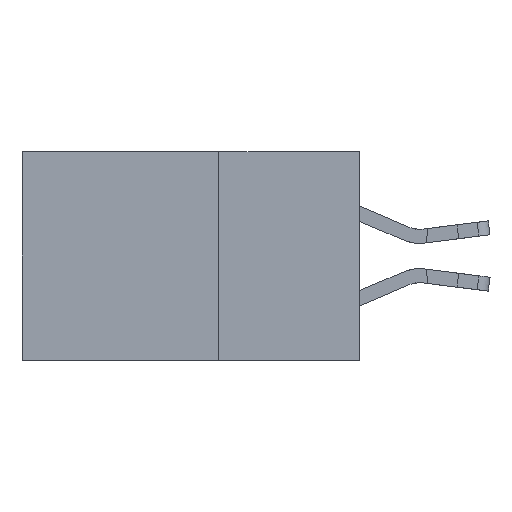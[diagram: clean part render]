
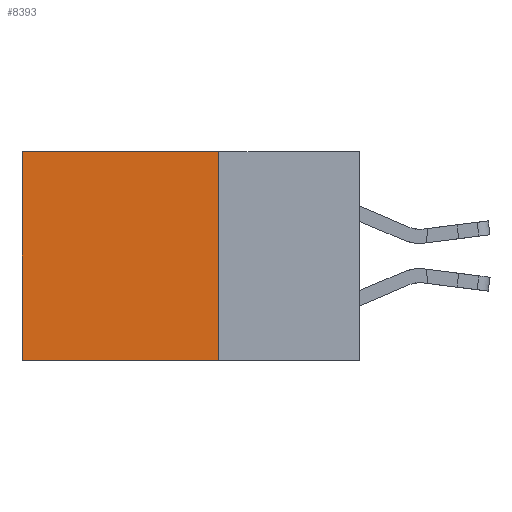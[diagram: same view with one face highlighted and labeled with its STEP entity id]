
A CAD part, left-side view. The second image highlights one B-rep face of the part: STEP entity #8393.
In plain terms, the highlighted planar face has unit normal (-1, 0, 0).
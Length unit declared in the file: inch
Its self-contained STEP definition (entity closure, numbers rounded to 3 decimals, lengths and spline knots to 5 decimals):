
#427 = AXIS2_PLACEMENT_3D ( 'NONE', #1406, #4822, #16362 ) ;
#1406 = CARTESIAN_POINT ( 'NONE',  ( 0.2875, 0.25, 0. ) ) ;
#1520 = EDGE_CURVE ( 'NONE', #16099, #3095, #9456, .T. ) ;
#1685 = CARTESIAN_POINT ( 'NONE',  ( 0.2875, 0.6, 0. ) ) ;
#2110 = VERTEX_POINT ( 'NONE', #15585 ) ;
#2300 = VECTOR ( 'NONE', #14992, 39.37008 ) ;
#2502 = EDGE_LOOP ( 'NONE', ( #12213, #11362, #7949, #5292 ) ) ;
#3095 = VERTEX_POINT ( 'NONE', #8024 ) ;
#3958 = CARTESIAN_POINT ( 'NONE',  ( 0.2875, 0.6, 0. ) ) ;
#4630 = VECTOR ( 'NONE', #5209, 39.37008 ) ;
#4672 = VERTEX_POINT ( 'NONE', #20935 ) ;
#4822 = DIRECTION ( 'NONE',  ( 1., 0., 0. ) ) ;
#5111 = VECTOR ( 'NONE', #6659, 39.37008 ) ;
#5209 = DIRECTION ( 'NONE',  ( 0., 1., 0. ) ) ;
#5292 = ORIENTED_EDGE ( 'NONE', *, *, #18718, .T. ) ;
#6659 = DIRECTION ( 'NONE',  ( 0., 1., 0. ) ) ;
#7949 = ORIENTED_EDGE ( 'NONE', *, *, #9143, .F. ) ;
#8024 = CARTESIAN_POINT ( 'NONE',  ( 0.2875, 0.6, -0.37 ) ) ;
#8140 = PLANE ( 'NONE',  #427 ) ;
#8393 = ADVANCED_FACE ( 'NONE', ( #13032 ), #8140, .F. ) ;
#9113 = LINE ( 'NONE', #18315, #4630 ) ;
#9143 = EDGE_CURVE ( 'NONE', #2110, #4672, #14535, .T. ) ;
#9456 = LINE ( 'NONE', #3958, #18112 ) ;
#9584 = LINE ( 'NONE', #16514, #5111 ) ;
#10062 = CARTESIAN_POINT ( 'NONE',  ( 0.2875, 0.25, 0. ) ) ;
#11362 = ORIENTED_EDGE ( 'NONE', *, *, #11443, .F. ) ;
#11443 = EDGE_CURVE ( 'NONE', #4672, #3095, #9584, .T. ) ;
#12213 = ORIENTED_EDGE ( 'NONE', *, *, #1520, .T. ) ;
#13032 = FACE_OUTER_BOUND ( 'NONE', #2502, .T. ) ;
#13910 = DIRECTION ( 'NONE',  ( 0., 0., -1. ) ) ;
#14535 = LINE ( 'NONE', #10062, #2300 ) ;
#14992 = DIRECTION ( 'NONE',  ( 0., 0., -1. ) ) ;
#15585 = CARTESIAN_POINT ( 'NONE',  ( 0.2875, 0.25, 0. ) ) ;
#16099 = VERTEX_POINT ( 'NONE', #1685 ) ;
#16362 = DIRECTION ( 'NONE',  ( 0., 0., -1. ) ) ;
#16514 = CARTESIAN_POINT ( 'NONE',  ( 0.2875, 0.25, -0.37 ) ) ;
#18112 = VECTOR ( 'NONE', #13910, 39.37008 ) ;
#18315 = CARTESIAN_POINT ( 'NONE',  ( 0.2875, 0.25, 0. ) ) ;
#18718 = EDGE_CURVE ( 'NONE', #2110, #16099, #9113, .T. ) ;
#20935 = CARTESIAN_POINT ( 'NONE',  ( 0.2875, 0.25, -0.37 ) ) ;
